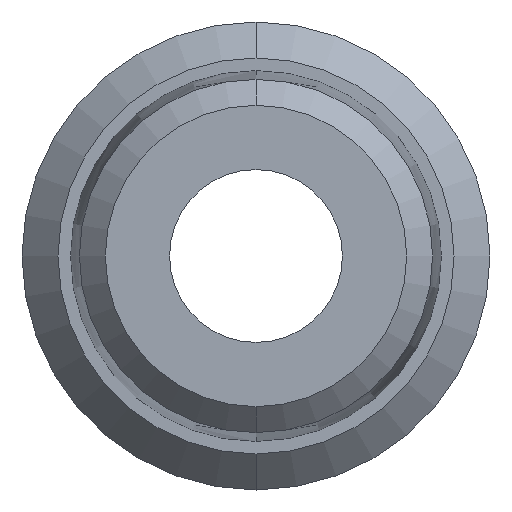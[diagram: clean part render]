
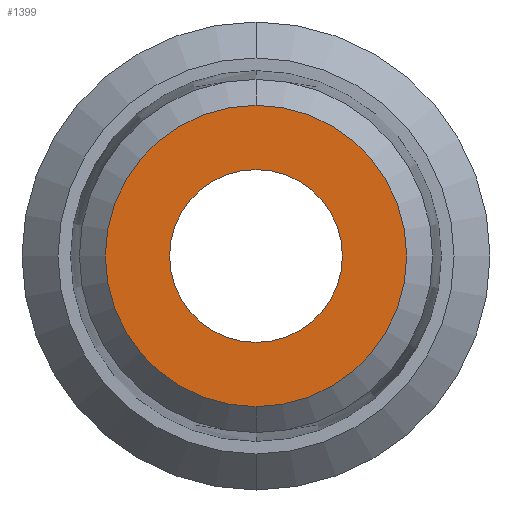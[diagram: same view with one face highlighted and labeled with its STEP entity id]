
A CAD part, front view. The second image highlights one B-rep face of the part: STEP entity #1399.
In plain terms, the highlighted planar face has unit normal (0, -1, 0).
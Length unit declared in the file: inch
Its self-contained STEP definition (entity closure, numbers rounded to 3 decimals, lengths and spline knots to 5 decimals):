
#58 = EDGE_CURVE ( 'NONE', #1565, #495, #949, .T. ) ;
#141 = FACE_OUTER_BOUND ( 'NONE', #895, .T. ) ;
#170 = AXIS2_PLACEMENT_3D ( 'NONE', #1911, #1744, #1455 ) ;
#199 = EDGE_CURVE ( 'NONE', #495, #1565, #532, .T. ) ;
#224 = CARTESIAN_POINT ( 'NONE',  ( 0., 0., -0.09449 ) ) ;
#348 = CARTESIAN_POINT ( 'NONE',  ( 0., 0., 0.09449 ) ) ;
#370 = CARTESIAN_POINT ( 'NONE',  ( 0., 0., 0. ) ) ;
#419 = AXIS2_PLACEMENT_3D ( 'NONE', #1555, #1550, #1543 ) ;
#453 = AXIS2_PLACEMENT_3D ( 'NONE', #370, #954, #472 ) ;
#457 = PLANE ( 'NONE',  #562 ) ;
#472 = DIRECTION ( 'NONE',  ( 0., 0., 1. ) ) ;
#495 = VERTEX_POINT ( 'NONE', #348 ) ;
#532 = CIRCLE ( 'NONE', #419, 0.09449 ) ;
#562 = AXIS2_PLACEMENT_3D ( 'NONE', #1764, #1610, #1456 ) ;
#568 = FACE_BOUND ( 'NONE', #1376, .T. ) ;
#641 = CARTESIAN_POINT ( 'NONE',  ( 0., 0., 0.16474 ) ) ;
#667 = ORIENTED_EDGE ( 'NONE', *, *, #1637, .T. ) ;
#824 = DIRECTION ( 'NONE',  ( 0., -1., 0. ) ) ;
#831 = CARTESIAN_POINT ( 'NONE',  ( 0., 0., -0.16474 ) ) ;
#890 = EDGE_CURVE ( 'NONE', #1673, #1563, #1918, .T. ) ;
#895 = EDGE_LOOP ( 'NONE', ( #667, #1833 ) ) ;
#922 = ORIENTED_EDGE ( 'NONE', *, *, #58, .T. ) ;
#949 = CIRCLE ( 'NONE', #453, 0.09449 ) ;
#954 = DIRECTION ( 'NONE',  ( 0., 1., 0. ) ) ;
#1376 = EDGE_LOOP ( 'NONE', ( #1722, #922 ) ) ;
#1399 = ADVANCED_FACE ( 'NONE', ( #568, #141 ), #457, .T. ) ;
#1449 = AXIS2_PLACEMENT_3D ( 'NONE', #1741, #824, #1906 ) ;
#1455 = DIRECTION ( 'NONE',  ( 0., 0., 1. ) ) ;
#1456 = DIRECTION ( 'NONE',  ( 0., 0., -1. ) ) ;
#1543 = DIRECTION ( 'NONE',  ( 0., 0., 1. ) ) ;
#1550 = DIRECTION ( 'NONE',  ( 0., 1., 0. ) ) ;
#1555 = CARTESIAN_POINT ( 'NONE',  ( 0., 0., 0. ) ) ;
#1563 = VERTEX_POINT ( 'NONE', #641 ) ;
#1565 = VERTEX_POINT ( 'NONE', #224 ) ;
#1610 = DIRECTION ( 'NONE',  ( 0., -1., 0. ) ) ;
#1637 = EDGE_CURVE ( 'NONE', #1563, #1673, #1806, .T. ) ;
#1673 = VERTEX_POINT ( 'NONE', #831 ) ;
#1722 = ORIENTED_EDGE ( 'NONE', *, *, #199, .T. ) ;
#1741 = CARTESIAN_POINT ( 'NONE',  ( 0., 0., 0. ) ) ;
#1744 = DIRECTION ( 'NONE',  ( 0., -1., 0. ) ) ;
#1764 = CARTESIAN_POINT ( 'NONE',  ( -0.12961, 0., 0. ) ) ;
#1806 = CIRCLE ( 'NONE', #1449, 0.16474 ) ;
#1833 = ORIENTED_EDGE ( 'NONE', *, *, #890, .T. ) ;
#1906 = DIRECTION ( 'NONE',  ( 0., 0., 1. ) ) ;
#1911 = CARTESIAN_POINT ( 'NONE',  ( 0., 0., 0. ) ) ;
#1918 = CIRCLE ( 'NONE', #170, 0.16474 ) ;
